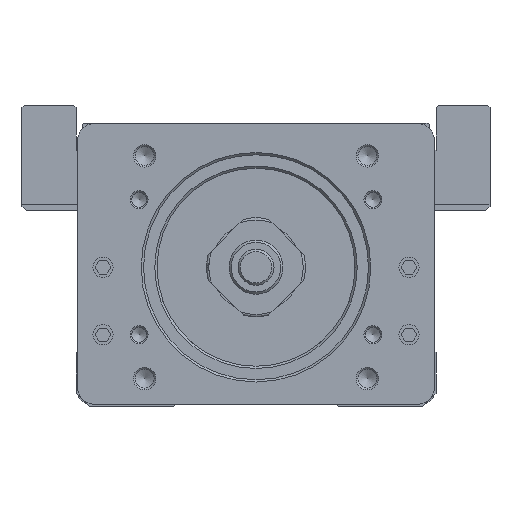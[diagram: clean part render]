
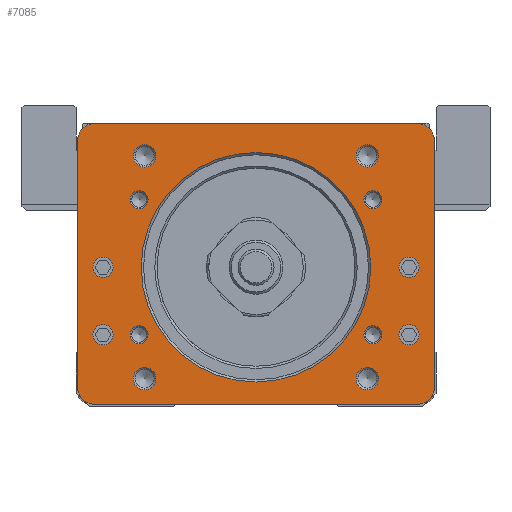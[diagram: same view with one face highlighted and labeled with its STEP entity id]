
A CAD part, front view. The second image highlights one B-rep face of the part: STEP entity #7085.
In plain terms, the highlighted planar face has unit normal (0, -1, 0).
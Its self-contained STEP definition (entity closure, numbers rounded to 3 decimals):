
#750=PLANE('',#23175);
#2326=LINE('',#30954,#4423);
#3045=LINE('',#34214,#5163);
#3070=LINE('',#34370,#5188);
#3077=LINE('',#34380,#5195);
#4423=VECTOR('',#24746,1.);
#5163=VECTOR('',#26832,1.);
#5188=VECTOR('',#26961,1.);
#5195=VECTOR('',#26970,1.);
#7085=ADVANCED_FACE('',(#8483,#8484,#8485,#8486,#8487,#8488,#8489,#8490,
#8491,#8492,#8493,#8494,#8495,#8496),#750,.T.);
#8483=FACE_BOUND('',#9669,.T.);
#8484=FACE_BOUND('',#9670,.T.);
#8485=FACE_BOUND('',#9671,.T.);
#8486=FACE_BOUND('',#9672,.T.);
#8487=FACE_BOUND('',#9673,.T.);
#8488=FACE_BOUND('',#9674,.T.);
#8489=FACE_BOUND('',#9675,.T.);
#8490=FACE_BOUND('',#9676,.T.);
#8491=FACE_BOUND('',#9677,.T.);
#8492=FACE_BOUND('',#9678,.T.);
#8493=FACE_BOUND('',#9679,.T.);
#8494=FACE_BOUND('',#9680,.T.);
#8495=FACE_BOUND('',#9681,.T.);
#8496=FACE_BOUND('',#9682,.T.);
#9669=EDGE_LOOP('',(#13066));
#9670=EDGE_LOOP('',(#13067));
#9671=EDGE_LOOP('',(#13068));
#9672=EDGE_LOOP('',(#13069));
#9673=EDGE_LOOP('',(#13070));
#9674=EDGE_LOOP('',(#13071));
#9675=EDGE_LOOP('',(#13072));
#9676=EDGE_LOOP('',(#13073));
#9677=EDGE_LOOP('',(#13074));
#9678=EDGE_LOOP('',(#13075));
#9679=EDGE_LOOP('',(#13076));
#9680=EDGE_LOOP('',(#13077));
#9681=EDGE_LOOP('',(#13078));
#9682=EDGE_LOOP('',(#13079,#13080,#13081,#13082,#13083,#13084,#13085,#13086));
#13066=ORIENTED_EDGE('',*,*,#19831,.T.);
#13067=ORIENTED_EDGE('',*,*,#19830,.T.);
#13068=ORIENTED_EDGE('',*,*,#19829,.T.);
#13069=ORIENTED_EDGE('',*,*,#19828,.T.);
#13070=ORIENTED_EDGE('',*,*,#19827,.T.);
#13071=ORIENTED_EDGE('',*,*,#19826,.T.);
#13072=ORIENTED_EDGE('',*,*,#19825,.T.);
#13073=ORIENTED_EDGE('',*,*,#19824,.T.);
#13074=ORIENTED_EDGE('',*,*,#19823,.T.);
#13075=ORIENTED_EDGE('',*,*,#19843,.T.);
#13076=ORIENTED_EDGE('',*,*,#19841,.T.);
#13077=ORIENTED_EDGE('',*,*,#19839,.T.);
#13078=ORIENTED_EDGE('',*,*,#19837,.T.);
#13079=ORIENTED_EDGE('',*,*,#19951,.T.);
#13080=ORIENTED_EDGE('',*,*,#18849,.T.);
#13081=ORIENTED_EDGE('',*,*,#19953,.T.);
#13082=ORIENTED_EDGE('',*,*,#19944,.T.);
#13083=ORIENTED_EDGE('',*,*,#19821,.T.);
#13084=ORIENTED_EDGE('',*,*,#19885,.T.);
#13085=ORIENTED_EDGE('',*,*,#19818,.T.);
#13086=ORIENTED_EDGE('',*,*,#19937,.T.);
#16720=VERTEX_POINT('',#30953);
#16721=VERTEX_POINT('',#30955);
#17421=VERTEX_POINT('',#34003);
#17422=VERTEX_POINT('',#34005);
#17423=VERTEX_POINT('',#34009);
#17424=VERTEX_POINT('',#34011);
#17425=VERTEX_POINT('',#34015);
#17426=VERTEX_POINT('',#34018);
#17427=VERTEX_POINT('',#34021);
#17428=VERTEX_POINT('',#34024);
#17429=VERTEX_POINT('',#34027);
#17430=VERTEX_POINT('',#34030);
#17431=VERTEX_POINT('',#34033);
#17432=VERTEX_POINT('',#34036);
#17433=VERTEX_POINT('',#34039);
#17438=VERTEX_POINT('',#34054);
#17440=VERTEX_POINT('',#34059);
#17442=VERTEX_POINT('',#34064);
#17444=VERTEX_POINT('',#34069);
#17505=VERTEX_POINT('',#34369);
#17508=VERTEX_POINT('',#34381);
#18849=EDGE_CURVE('',#16721,#16720,#2326,.T.);
#19818=EDGE_CURVE('',#17422,#17421,#21851,.T.);
#19821=EDGE_CURVE('',#17424,#17423,#21852,.T.);
#19823=EDGE_CURVE('',#17425,#17425,#21853,.T.);
#19824=EDGE_CURVE('',#17426,#17426,#21854,.T.);
#19825=EDGE_CURVE('',#17427,#17427,#21855,.T.);
#19826=EDGE_CURVE('',#17428,#17428,#21856,.T.);
#19827=EDGE_CURVE('',#17429,#17429,#21857,.T.);
#19828=EDGE_CURVE('',#17430,#17430,#21858,.T.);
#19829=EDGE_CURVE('',#17431,#17431,#21859,.T.);
#19830=EDGE_CURVE('',#17432,#17432,#21860,.T.);
#19831=EDGE_CURVE('',#17433,#17433,#21861,.T.);
#19837=EDGE_CURVE('',#17438,#17438,#21866,.T.);
#19839=EDGE_CURVE('',#17440,#17440,#21868,.T.);
#19841=EDGE_CURVE('',#17442,#17442,#21870,.T.);
#19843=EDGE_CURVE('',#17444,#17444,#21872,.T.);
#19885=EDGE_CURVE('',#17423,#17422,#3045,.T.);
#19937=EDGE_CURVE('',#17421,#17505,#3070,.T.);
#19944=EDGE_CURVE('',#17508,#17424,#3077,.T.);
#19951=EDGE_CURVE('',#17505,#16721,#21916,.T.);
#19953=EDGE_CURVE('',#16720,#17508,#21918,.T.);
#21851=CIRCLE('',#23038,4.);
#21852=CIRCLE('',#23040,4.);
#21853=CIRCLE('',#23042,2.);
#21854=CIRCLE('',#23044,2.);
#21855=CIRCLE('',#23046,2.);
#21856=CIRCLE('',#23048,2.);
#21857=CIRCLE('',#23050,2.5);
#21858=CIRCLE('',#23052,2.5);
#21859=CIRCLE('',#23054,2.5);
#21860=CIRCLE('',#23056,2.5);
#21861=CIRCLE('',#23058,25.5);
#21866=CIRCLE('',#23067,2.25);
#21868=CIRCLE('',#23070,2.25);
#21870=CIRCLE('',#23073,2.25);
#21872=CIRCLE('',#23076,2.25);
#21916=CIRCLE('',#23171,4.);
#21918=CIRCLE('',#23174,4.);
#23038=AXIS2_PLACEMENT_3D('',#34004,#26671,#26672);
#23040=AXIS2_PLACEMENT_3D('',#34010,#26677,#26678);
#23042=AXIS2_PLACEMENT_3D('',#34014,#26682,#26683);
#23044=AXIS2_PLACEMENT_3D('',#34017,#26686,#26687);
#23046=AXIS2_PLACEMENT_3D('',#34020,#26690,#26691);
#23048=AXIS2_PLACEMENT_3D('',#34023,#26694,#26695);
#23050=AXIS2_PLACEMENT_3D('',#34026,#26698,#26699);
#23052=AXIS2_PLACEMENT_3D('',#34029,#26702,#26703);
#23054=AXIS2_PLACEMENT_3D('',#34032,#26706,#26707);
#23056=AXIS2_PLACEMENT_3D('',#34035,#26710,#26711);
#23058=AXIS2_PLACEMENT_3D('',#34038,#26714,#26715);
#23067=AXIS2_PLACEMENT_3D('',#34053,#26733,#26734);
#23070=AXIS2_PLACEMENT_3D('',#34058,#26739,#26740);
#23073=AXIS2_PLACEMENT_3D('',#34063,#26745,#26746);
#23076=AXIS2_PLACEMENT_3D('',#34068,#26751,#26752);
#23171=AXIS2_PLACEMENT_3D('',#34397,#26997,#26998);
#23174=AXIS2_PLACEMENT_3D('',#34400,#27003,#27004);
#23175=AXIS2_PLACEMENT_3D('',#34401,#27005,#27006);
#24746=DIRECTION('',(1.,0.,0.));
#26671=DIRECTION('',(0.,-1.,0.));
#26672=DIRECTION('',(1.,0.,0.));
#26677=DIRECTION('',(0.,-1.,0.));
#26678=DIRECTION('',(1.,0.,0.));
#26682=DIRECTION('',(0.,1.,0.));
#26683=DIRECTION('',(0.,0.,-1.));
#26686=DIRECTION('',(0.,1.,0.));
#26687=DIRECTION('',(0.,0.,-1.));
#26690=DIRECTION('',(0.,1.,0.));
#26691=DIRECTION('',(0.,0.,-1.));
#26694=DIRECTION('',(0.,1.,0.));
#26695=DIRECTION('',(0.,0.,-1.));
#26698=DIRECTION('',(0.,1.,0.));
#26699=DIRECTION('',(0.,0.,-1.));
#26702=DIRECTION('',(0.,1.,0.));
#26703=DIRECTION('',(0.,0.,-1.));
#26706=DIRECTION('',(0.,1.,0.));
#26707=DIRECTION('',(0.,0.,-1.));
#26710=DIRECTION('',(0.,1.,0.));
#26711=DIRECTION('',(0.,0.,-1.));
#26714=DIRECTION('',(0.,1.,0.));
#26715=DIRECTION('',(0.,0.,-1.));
#26733=DIRECTION('',(0.,1.,0.));
#26734=DIRECTION('',(0.,0.,-1.));
#26739=DIRECTION('',(0.,1.,0.));
#26740=DIRECTION('',(0.,0.,-1.));
#26745=DIRECTION('',(0.,1.,0.));
#26746=DIRECTION('',(0.,0.,-1.));
#26751=DIRECTION('',(0.,1.,0.));
#26752=DIRECTION('',(0.,0.,-1.));
#26832=DIRECTION('',(-1.,0.,0.));
#26961=DIRECTION('',(0.,0.,-1.));
#26970=DIRECTION('',(0.,0.,1.));
#26997=DIRECTION('',(0.,-1.,0.));
#26998=DIRECTION('',(1.,0.,0.));
#27003=DIRECTION('',(0.,-1.,0.));
#27004=DIRECTION('',(1.,0.,0.));
#27005=DIRECTION('',(0.,-1.,0.));
#27006=DIRECTION('',(0.,0.,1.));
#30953=CARTESIAN_POINT('',(35.7,-243.7,-18.5));
#30954=CARTESIAN_POINT('',(-35.7,-243.7,-18.5));
#30955=CARTESIAN_POINT('',(-35.7,-243.7,-18.5));
#34003=CARTESIAN_POINT('',(-39.7,-243.7,40.));
#34004=CARTESIAN_POINT('',(-35.7,-243.7,40.));
#34005=CARTESIAN_POINT('',(-35.7,-243.7,44.));
#34009=CARTESIAN_POINT('',(35.7,-243.7,44.));
#34010=CARTESIAN_POINT('',(35.7,-243.7,40.));
#34011=CARTESIAN_POINT('',(39.7,-243.7,40.));
#34014=CARTESIAN_POINT('',(-25.981,-243.7,27.));
#34015=CARTESIAN_POINT('',(-25.981,-243.7,25.));
#34017=CARTESIAN_POINT('',(-25.981,-243.7,-3.));
#34018=CARTESIAN_POINT('',(-25.981,-243.7,-5.));
#34020=CARTESIAN_POINT('',(25.981,-243.7,27.));
#34021=CARTESIAN_POINT('',(25.981,-243.7,25.));
#34023=CARTESIAN_POINT('',(25.981,-243.7,-3.));
#34024=CARTESIAN_POINT('',(25.981,-243.7,-5.));
#34026=CARTESIAN_POINT('',(24.749,-243.7,36.749));
#34027=CARTESIAN_POINT('',(24.749,-243.7,34.249));
#34029=CARTESIAN_POINT('',(24.749,-243.7,-12.749));
#34030=CARTESIAN_POINT('',(24.749,-243.7,-15.249));
#34032=CARTESIAN_POINT('',(-24.749,-243.7,-12.749));
#34033=CARTESIAN_POINT('',(-24.749,-243.7,-15.249));
#34035=CARTESIAN_POINT('',(-24.749,-243.7,36.749));
#34036=CARTESIAN_POINT('',(-24.749,-243.7,34.249));
#34038=CARTESIAN_POINT('',(0.,-243.7,12.));
#34039=CARTESIAN_POINT('',(0.,-243.7,-13.5));
#34053=CARTESIAN_POINT('',(34.,-243.7,12.));
#34054=CARTESIAN_POINT('',(34.,-243.7,9.75));
#34058=CARTESIAN_POINT('',(34.,-243.7,-3.));
#34059=CARTESIAN_POINT('',(34.,-243.7,-5.25));
#34063=CARTESIAN_POINT('',(-34.,-243.7,12.));
#34064=CARTESIAN_POINT('',(-34.,-243.7,9.75));
#34068=CARTESIAN_POINT('',(-34.,-243.7,-3.));
#34069=CARTESIAN_POINT('',(-34.,-243.7,-5.25));
#34214=CARTESIAN_POINT('',(35.7,-243.7,44.));
#34369=CARTESIAN_POINT('',(-39.7,-243.7,-14.5));
#34370=CARTESIAN_POINT('',(-39.7,-243.7,40.));
#34380=CARTESIAN_POINT('',(39.7,-243.7,-14.5));
#34381=CARTESIAN_POINT('',(39.7,-243.7,-14.5));
#34397=CARTESIAN_POINT('',(-35.7,-243.7,-14.5));
#34400=CARTESIAN_POINT('',(35.7,-243.7,-14.5));
#34401=CARTESIAN_POINT('',(-35.7,-243.7,-14.5));
